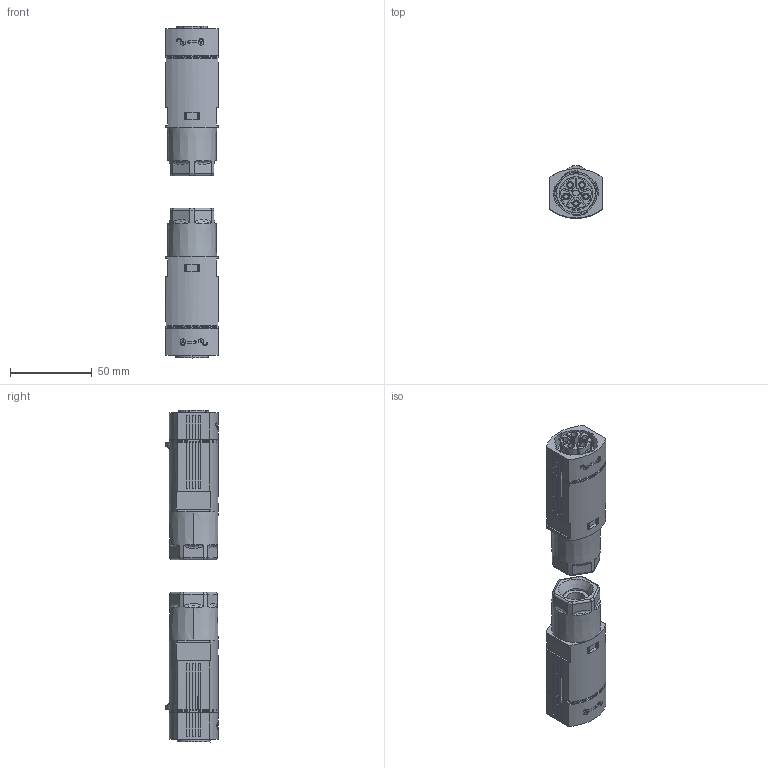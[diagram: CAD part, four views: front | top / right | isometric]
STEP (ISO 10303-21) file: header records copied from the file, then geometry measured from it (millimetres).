
FILE_DESCRIPTION(('Creo Elements/Direct Modeling STEP Export'),'2;1');
FILE_NAME('model.stp','2023-05-05T10:17:06',(''),(''),'Creo Elements/Direct Modeling STEP processor for AP214 (Solid Model)','Creo Elements/Direct Modeling 20.1D 10-Oct-2020 (C) Parametric Technology GmbH','');
FILE_SCHEMA(('AUTOMOTIVE_DESIGN { 1 0 10303 214 1 1 1 1 }'));
Length unit declared in the file: millimetre
Products named in the file (6): IPD_PL_5P2.5_M_GY_ASSY-select; IPD_TUE_NUT_5P_GY-select; IPD_PL_5P2.5_M_GY-select; IPD_PL_5P2.5_F_GY_ASSY-select; IPD_PL_5P2.5_F_GY-select; IPD_PL_5P2.5_M_A..._F_PVC_GY-select
Assembly tree (6 placements, depth 3):
  IPD_PL_5P2.5_M_A..._F_PVC_GY-select
    IPD_PL_5P2.5_F_GY-select
      IPD_TUE_NUT_5P_GY-select
      IPD_PL_5P2.5_F_GY_ASSY-select
    IPD_PL_5P2.5_M_GY-select
      IPD_TUE_NUT_5P_GY-select
      IPD_PL_5P2.5_M_GY_ASSY-select
Bounding box: 32.54 x 32.05 x 203.3 mm (x, y, z)
Volume: 101055.5 mm3; surface area: 55221.9 mm2
Topology: 4 solids, 4 shells, 1271 faces, 3546 edges, 2340 vertices
Faces by surface type: plane 738, cone 255, cylinder 162, torus 78, extrusion 24, bspline 14
Entity records: 49146 total; most frequent: CARTESIAN_POINT 15904, ORIENTED_EDGE 6456, DIRECTION 5345, EDGE_CURVE 3228, VERTEX_POINT 2133, AXIS2_PLACEMENT_3D 1824, VECTOR 1697, LINE 1673
